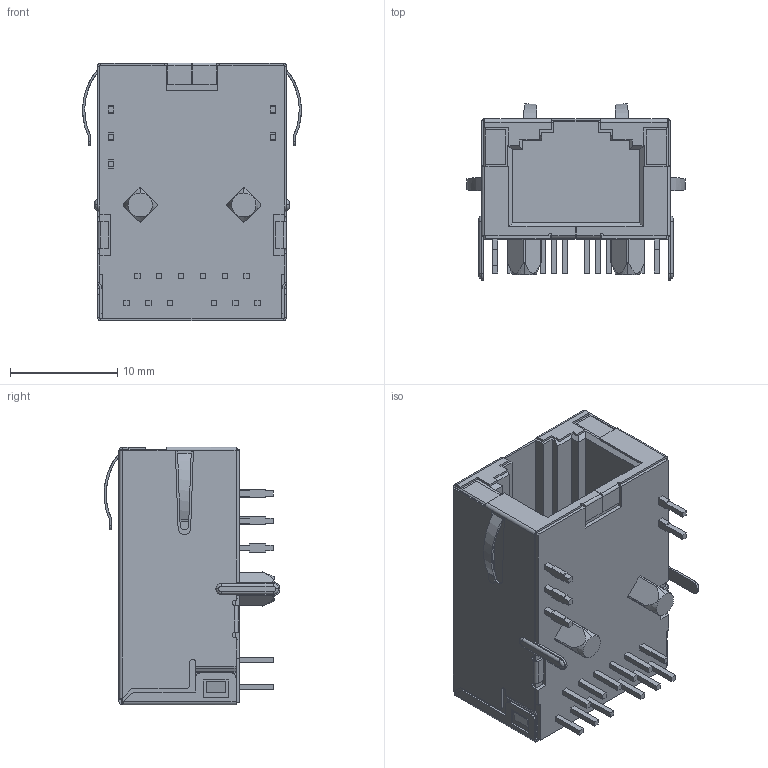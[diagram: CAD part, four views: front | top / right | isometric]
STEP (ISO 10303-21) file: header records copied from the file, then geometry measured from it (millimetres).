
FILE_DESCRIPTION (( 'STEP AP214' ), '1' );
FILE_NAME ('A829-1J1T-KM.STEP', '2019-05-12T22:02:13', ( '' ), ( '' ), 'SwSTEP 2.0', 'SolidWorks 2017', '' );
FILE_SCHEMA (( 'AUTOMOTIVE_DESIGN' ));
Length unit declared in the file: inch
Products named in the file (1): A829-1J1T-KM
Bounding box: 20.36 x 16.38 x 24 mm (x, y, z)
Volume: 3726 mm3; surface area: 4737.5 mm2
Topology: 25 solids, 25 shells, 557 faces, 1385 edges, 880 vertices
Faces by surface type: plane 423, cylinder 114, torus 8, bspline 8, cone 4
Entity records: 17133 total; most frequent: CARTESIAN_POINT 3725, ORIENTED_EDGE 2770, DIRECTION 2555, EDGE_CURVE 1385, LINE 1095, VECTOR 1095, VERTEX_POINT 880, AXIS2_PLACEMENT_3D 730
